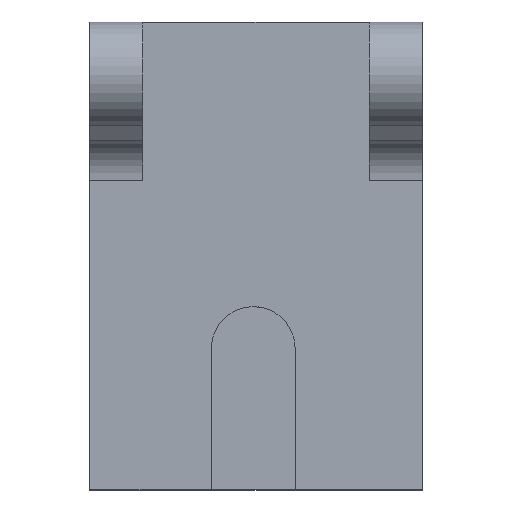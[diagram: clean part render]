
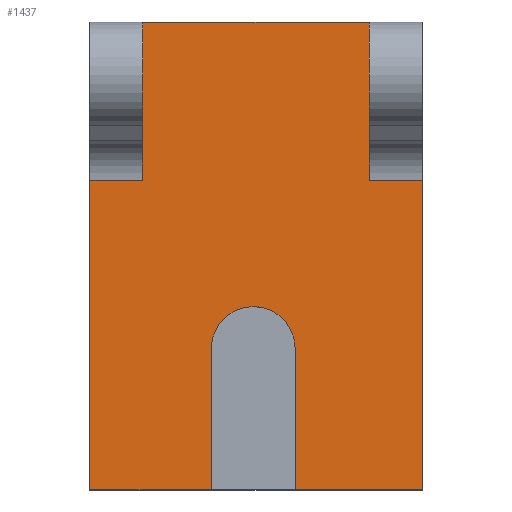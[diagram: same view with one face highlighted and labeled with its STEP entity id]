
A CAD part, top view. The second image highlights one B-rep face of the part: STEP entity #1437.
In plain terms, the highlighted planar face has unit normal (0, 0, 1).
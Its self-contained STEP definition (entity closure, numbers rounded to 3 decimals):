
#18=B_SPLINE_CURVE_WITH_KNOTS('',3,(#2019,#2020,#2021,#2022,#2023,#2024,
#2025,#2026),.UNSPECIFIED.,.F.,.F.,(4,2,2,4),(0.,0.333,0.744,
1.),.UNSPECIFIED.);
#19=B_SPLINE_CURVE_WITH_KNOTS('',3,(#2030,#2031,#2032,#2033,#2034,#2035,
#2036,#2037,#2038,#2039,#2040,#2041,#2042,#2043,#2044,#2045,#2046,#2047),
 .UNSPECIFIED.,.F.,.F.,(4,2,2,2,2,2,2,2,4),(0.,0.169,0.333,
0.436,0.5,0.564,0.667,
0.831,1.),.UNSPECIFIED.);
#20=B_SPLINE_CURVE_WITH_KNOTS('',3,(#2051,#2052,#2053,#2054,#2055,#2056,
#2057,#2058),.UNSPECIFIED.,.F.,.F.,(4,2,2,4),(0.,0.256,0.667,
1.),.UNSPECIFIED.);
#39=CIRCLE('',#1518,3.938);
#40=CIRCLE('',#1519,3.938);
#66=FACE_OUTER_BOUND('',#139,.T.);
#139=EDGE_LOOP('',(#981,#982,#983,#984,#985,#986,#987,#988,#989,#990,#991,
#992,#993,#994,#995,#996));
#227=LINE('',#1994,#417);
#230=LINE('',#2004,#420);
#231=LINE('',#2007,#421);
#232=LINE('',#2009,#422);
#233=LINE('',#2011,#423);
#234=LINE('',#2013,#424);
#235=LINE('',#2015,#425);
#236=LINE('',#2017,#426);
#237=LINE('',#2060,#427);
#238=LINE('',#2062,#428);
#239=LINE('',#2063,#429);
#417=VECTOR('',#1628,10.);
#420=VECTOR('',#1639,10.);
#421=VECTOR('',#1642,10.);
#422=VECTOR('',#1643,10.);
#423=VECTOR('',#1644,10.);
#424=VECTOR('',#1645,10.);
#425=VECTOR('',#1646,10.);
#426=VECTOR('',#1647,10.);
#427=VECTOR('',#1652,10.);
#428=VECTOR('',#1653,10.);
#429=VECTOR('',#1654,10.);
#604=VERTEX_POINT('',#1990);
#605=VERTEX_POINT('',#1992);
#608=VERTEX_POINT('',#2002);
#609=VERTEX_POINT('',#2006);
#610=VERTEX_POINT('',#2008);
#611=VERTEX_POINT('',#2010);
#612=VERTEX_POINT('',#2012);
#613=VERTEX_POINT('',#2014);
#614=VERTEX_POINT('',#2016);
#615=VERTEX_POINT('',#2018);
#616=VERTEX_POINT('',#2027);
#617=VERTEX_POINT('',#2029);
#618=VERTEX_POINT('',#2048);
#619=VERTEX_POINT('',#2050);
#620=VERTEX_POINT('',#2059);
#621=VERTEX_POINT('',#2061);
#752=EDGE_CURVE('',#605,#604,#227,.T.);
#757=EDGE_CURVE('',#605,#608,#230,.T.);
#758=EDGE_CURVE('',#608,#609,#231,.T.);
#759=EDGE_CURVE('',#609,#610,#232,.T.);
#760=EDGE_CURVE('',#610,#611,#233,.T.);
#761=EDGE_CURVE('',#611,#612,#234,.T.);
#762=EDGE_CURVE('',#612,#613,#235,.T.);
#763=EDGE_CURVE('',#613,#614,#236,.T.);
#764=EDGE_CURVE('',#614,#615,#18,.T.);
#765=EDGE_CURVE('',#615,#616,#39,.T.);
#766=EDGE_CURVE('',#616,#617,#19,.T.);
#767=EDGE_CURVE('',#617,#618,#40,.T.);
#768=EDGE_CURVE('',#618,#619,#20,.T.);
#769=EDGE_CURVE('',#619,#620,#237,.T.);
#770=EDGE_CURVE('',#620,#621,#238,.T.);
#771=EDGE_CURVE('',#621,#604,#239,.T.);
#981=ORIENTED_EDGE('',*,*,#752,.F.);
#982=ORIENTED_EDGE('',*,*,#757,.T.);
#983=ORIENTED_EDGE('',*,*,#758,.T.);
#984=ORIENTED_EDGE('',*,*,#759,.T.);
#985=ORIENTED_EDGE('',*,*,#760,.T.);
#986=ORIENTED_EDGE('',*,*,#761,.T.);
#987=ORIENTED_EDGE('',*,*,#762,.T.);
#988=ORIENTED_EDGE('',*,*,#763,.T.);
#989=ORIENTED_EDGE('',*,*,#764,.T.);
#990=ORIENTED_EDGE('',*,*,#765,.T.);
#991=ORIENTED_EDGE('',*,*,#766,.T.);
#992=ORIENTED_EDGE('',*,*,#767,.T.);
#993=ORIENTED_EDGE('',*,*,#768,.T.);
#994=ORIENTED_EDGE('',*,*,#769,.T.);
#995=ORIENTED_EDGE('',*,*,#770,.T.);
#996=ORIENTED_EDGE('',*,*,#771,.T.);
#1373=PLANE('',#1517);
#1437=ADVANCED_FACE('',(#66),#1373,.T.);
#1517=AXIS2_PLACEMENT_3D('',#2005,#1640,#1641);
#1518=AXIS2_PLACEMENT_3D('',#2028,#1648,#1649);
#1519=AXIS2_PLACEMENT_3D('',#2049,#1650,#1651);
#1628=DIRECTION('',(1.,0.,0.));
#1639=DIRECTION('',(0.,1.,0.));
#1640=DIRECTION('center_axis',(0.,0.,1.));
#1641=DIRECTION('ref_axis',(1.,0.,0.));
#1642=DIRECTION('',(-1.,0.,0.));
#1643=DIRECTION('',(0.,-1.,0.));
#1644=DIRECTION('',(-1.,0.,0.));
#1645=DIRECTION('',(0.,-1.,0.));
#1646=DIRECTION('',(1.,0.,0.));
#1647=DIRECTION('',(0.,1.,0.));
#1648=DIRECTION('center_axis',(0.,0.,-1.));
#1649=DIRECTION('ref_axis',(-0.354,0.935,0.));
#1650=DIRECTION('center_axis',(0.,0.,-1.));
#1651=DIRECTION('ref_axis',(0.935,0.354,0.));
#1652=DIRECTION('',(0.,-1.,0.));
#1653=DIRECTION('',(1.,0.,0.));
#1654=DIRECTION('',(0.,1.,0.));
#1990=CARTESIAN_POINT('',(29.3,27.058,24.2));
#1992=CARTESIAN_POINT('',(24.3,27.058,24.2));
#1994=CARTESIAN_POINT('',(29.3,27.058,24.2));
#2002=CARTESIAN_POINT('',(24.3,42.,24.2));
#2004=CARTESIAN_POINT('',(24.3,27.265,24.2));
#2005=CARTESIAN_POINT('Origin',(13.65,20.,24.2));
#2006=CARTESIAN_POINT('',(3.,42.,24.2));
#2007=CARTESIAN_POINT('',(29.3,42.,24.2));
#2008=CARTESIAN_POINT('',(3.,27.058,24.2));
#2009=CARTESIAN_POINT('',(3.,27.265,24.2));
#2010=CARTESIAN_POINT('',(-2.,27.058,24.2));
#2011=CARTESIAN_POINT('',(-2.,27.058,24.2));
#2012=CARTESIAN_POINT('',(-2.,-2.,24.2));
#2013=CARTESIAN_POINT('',(-2.,42.,24.2));
#2014=CARTESIAN_POINT('',(9.451,-2.,24.2));
#2015=CARTESIAN_POINT('',(-2.,-2.,24.2));
#2016=CARTESIAN_POINT('',(9.449,11.277,24.2));
#2017=CARTESIAN_POINT('',(9.449,9.,24.2));
#2018=CARTESIAN_POINT('',(9.708,12.671,24.2));
#2019=CARTESIAN_POINT('Ctrl Pts',(9.449,11.277,24.2));
#2020=CARTESIAN_POINT('Ctrl Pts',(9.449,11.435,24.2));
#2021=CARTESIAN_POINT('Ctrl Pts',(9.458,11.594,24.2));
#2022=CARTESIAN_POINT('Ctrl Pts',(9.502,11.944,24.2));
#2023=CARTESIAN_POINT('Ctrl Pts',(9.541,12.135,24.2));
#2024=CARTESIAN_POINT('Ctrl Pts',(9.627,12.441,24.2));
#2025=CARTESIAN_POINT('Ctrl Pts',(9.665,12.557,24.2));
#2026=CARTESIAN_POINT('Ctrl Pts',(9.708,12.671,24.2));
#2027=CARTESIAN_POINT('',(11.996,14.959,24.2));
#2028=CARTESIAN_POINT('Origin',(13.39,11.277,24.2));
#2029=CARTESIAN_POINT('',(14.785,14.959,24.2));
#2030=CARTESIAN_POINT('Ctrl Pts',(11.996,14.959,24.2));
#2031=CARTESIAN_POINT('Ctrl Pts',(12.146,15.016,24.2));
#2032=CARTESIAN_POINT('Ctrl Pts',(12.3,15.064,24.2));
#2033=CARTESIAN_POINT('Ctrl Pts',(12.607,15.141,24.2));
#2034=CARTESIAN_POINT('Ctrl Pts',(12.761,15.169,24.2));
#2035=CARTESIAN_POINT('Ctrl Pts',(13.012,15.201,24.2));
#2036=CARTESIAN_POINT('Ctrl Pts',(13.109,15.209,24.2));
#2037=CARTESIAN_POINT('Ctrl Pts',(13.268,15.217,24.2));
#2038=CARTESIAN_POINT('Ctrl Pts',(13.329,15.218,24.2));
#2039=CARTESIAN_POINT('Ctrl Pts',(13.451,15.218,24.2));
#2040=CARTESIAN_POINT('Ctrl Pts',(13.512,15.217,24.2));
#2041=CARTESIAN_POINT('Ctrl Pts',(13.67,15.209,24.2));
#2042=CARTESIAN_POINT('Ctrl Pts',(13.768,15.201,24.2));
#2043=CARTESIAN_POINT('Ctrl Pts',(14.019,15.17,24.2));
#2044=CARTESIAN_POINT('Ctrl Pts',(14.172,15.141,24.2));
#2045=CARTESIAN_POINT('Ctrl Pts',(14.48,15.064,24.2));
#2046=CARTESIAN_POINT('Ctrl Pts',(14.634,15.016,24.2));
#2047=CARTESIAN_POINT('Ctrl Pts',(14.785,14.959,24.2));
#2048=CARTESIAN_POINT('',(17.073,12.671,24.2));
#2049=CARTESIAN_POINT('Origin',(13.39,11.277,24.2));
#2050=CARTESIAN_POINT('',(17.332,11.277,24.2));
#2051=CARTESIAN_POINT('Ctrl Pts',(17.073,12.671,24.2));
#2052=CARTESIAN_POINT('Ctrl Pts',(17.116,12.557,24.2));
#2053=CARTESIAN_POINT('Ctrl Pts',(17.154,12.441,24.2));
#2054=CARTESIAN_POINT('Ctrl Pts',(17.24,12.135,24.2));
#2055=CARTESIAN_POINT('Ctrl Pts',(17.279,11.944,24.2));
#2056=CARTESIAN_POINT('Ctrl Pts',(17.322,11.594,24.2));
#2057=CARTESIAN_POINT('Ctrl Pts',(17.332,11.435,24.2));
#2058=CARTESIAN_POINT('Ctrl Pts',(17.332,11.277,24.2));
#2059=CARTESIAN_POINT('',(17.33,-2.,24.2));
#2060=CARTESIAN_POINT('',(17.333,15.638,24.2));
#2061=CARTESIAN_POINT('',(29.3,-2.,24.2));
#2062=CARTESIAN_POINT('',(-2.,-2.,24.2));
#2063=CARTESIAN_POINT('',(29.3,-2.,24.2));
